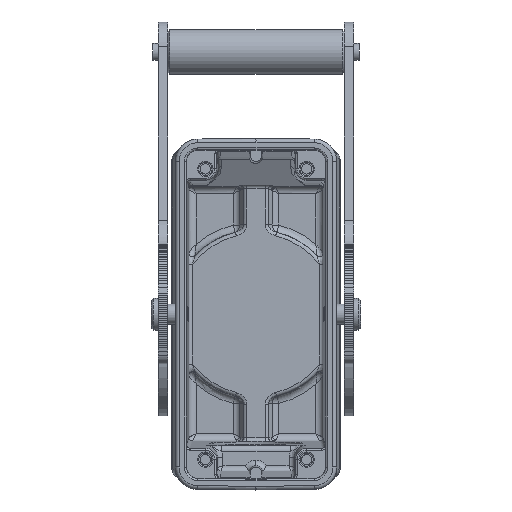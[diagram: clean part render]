
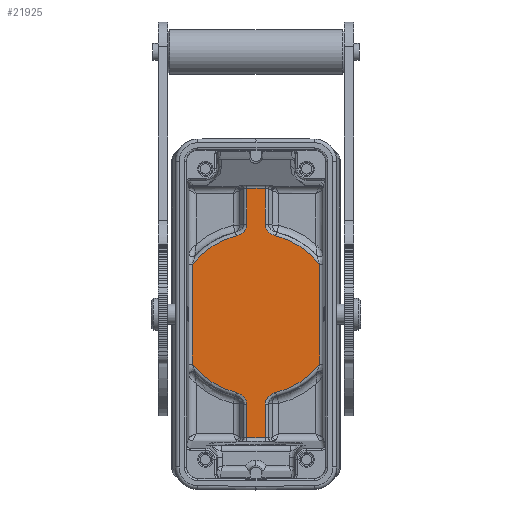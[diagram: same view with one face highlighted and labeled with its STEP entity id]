
A CAD part, front view. The second image highlights one B-rep face of the part: STEP entity #21925.
In plain terms, the highlighted planar face has unit normal (0, -1, 0).
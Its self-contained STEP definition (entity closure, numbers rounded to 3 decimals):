
#5043=DIRECTION('',(0.,0.,-1.));
#5044=VECTOR('',#5043,8.938);
#5045=CARTESIAN_POINT('',(2.465,15.415,-23.96));
#5046=LINE('',#5045,#5044);
#5177=DIRECTION('',(-1.,0.,0.));
#5178=VECTOR('',#5177,4.93);
#5179=CARTESIAN_POINT('',(2.465,15.415,-32.897));
#5180=LINE('',#5179,#5178);
#5185=CARTESIAN_POINT('',(-5.238,15.415,
-20.905));
#5186=CARTESIAN_POINT('',(-4.878,15.415,
-20.995));
#5187=CARTESIAN_POINT('',(-4.229,15.415,
-21.25));
#5188=CARTESIAN_POINT('',(-3.433,15.415,
-21.814));
#5189=CARTESIAN_POINT('',(-2.865,15.415,
-22.492));
#5190=CARTESIAN_POINT('',(-2.53,15.415,
-23.24));
#5191=CARTESIAN_POINT('',(-2.465,15.415,
-23.719));
#5192=CARTESIAN_POINT('',(-2.465,15.415,
-23.96));
#5194=CARTESIAN_POINT('',(0.,15.415,
0.));
#5195=DIRECTION('',(0.,-1.,0.));
#5196=DIRECTION('',(-0.788,0.,-0.616));
#5197=AXIS2_PLACEMENT_3D('',#5194,#5195,#5196);
#5199=CARTESIAN_POINT('',(0.,15.415,
0.));
#5200=DIRECTION('',(0.,-1.,0.));
#5201=DIRECTION('',(-0.243,0.,0.97));
#5202=AXIS2_PLACEMENT_3D('',#5199,#5200,#5201);
#5204=CARTESIAN_POINT('',(-2.465,15.415,23.96));
#5205=CARTESIAN_POINT('',(-2.465,15.415,23.716));
#5206=CARTESIAN_POINT('',(-2.532,15.415,23.231));
#5207=CARTESIAN_POINT('',(-2.873,15.415,22.477));
#5208=CARTESIAN_POINT('',(-3.453,15.415,21.796));
#5209=CARTESIAN_POINT('',(-4.249,15.415,21.24));
#5210=CARTESIAN_POINT('',(-4.887,15.415,20.993));
#5211=CARTESIAN_POINT('',(-5.238,15.415,20.905));
#5213=CARTESIAN_POINT('',(5.238,15.415,20.905));
#5214=CARTESIAN_POINT('',(4.878,15.415,20.995));
#5215=CARTESIAN_POINT('',(4.229,15.415,21.25));
#5216=CARTESIAN_POINT('',(3.433,15.415,21.814));
#5217=CARTESIAN_POINT('',(2.865,15.415,22.492));
#5218=CARTESIAN_POINT('',(2.53,15.415,23.24));
#5219=CARTESIAN_POINT('',(2.465,15.415,23.719));
#5220=CARTESIAN_POINT('',(2.465,15.415,23.96));
#5222=CARTESIAN_POINT('',(0.,15.415,0.));
#5223=DIRECTION('',(0.,-1.,0.));
#5224=DIRECTION('',(0.788,0.,0.616));
#5225=AXIS2_PLACEMENT_3D('',#5222,#5223,#5224);
#5227=CARTESIAN_POINT('',(0.,15.415,
0.));
#5228=DIRECTION('',(0.,-1.,0.));
#5229=DIRECTION('',(0.243,0.,-0.97));
#5230=AXIS2_PLACEMENT_3D('',#5227,#5228,#5229);
#5232=CARTESIAN_POINT('',(2.465,15.415,-23.96));
#5233=CARTESIAN_POINT('',(2.465,15.415,-23.716));
#5234=CARTESIAN_POINT('',(2.532,15.415,-23.231));
#5235=CARTESIAN_POINT('',(2.873,15.415,-22.477));
#5236=CARTESIAN_POINT('',(3.453,15.415,-21.796));
#5237=CARTESIAN_POINT('',(4.249,15.415,-21.24));
#5238=CARTESIAN_POINT('',(4.887,15.415,-20.993));
#5239=CARTESIAN_POINT('',(5.238,15.415,-20.905));
#5252=DIRECTION('',(0.,0.,1.));
#5253=VECTOR('',#5252,8.938);
#5254=CARTESIAN_POINT('',(-2.465,15.415,
-32.897));
#5255=LINE('',#5254,#5253);
#7007=DIRECTION('',(0.,0.,1.));
#7008=VECTOR('',#7007,26.547);
#7009=CARTESIAN_POINT('',(-16.978,15.415,
-13.274));
#7010=LINE('',#7009,#7008);
#7077=CARTESIAN_POINT('',(-16.978,15.415,
-13.274));
#7301=DIRECTION('',(0.,0.,1.));
#7302=VECTOR('',#7301,9.569);
#7303=CARTESIAN_POINT('',(-2.465,15.415,23.96));
#7304=LINE('',#7303,#7302);
#7319=DIRECTION('',(1.,0.,0.));
#7320=VECTOR('',#7319,4.93);
#7321=CARTESIAN_POINT('',(-2.465,15.415,33.528));
#7322=LINE('',#7321,#7320);
#7517=CARTESIAN_POINT('',(16.978,15.415,13.274));
#7548=DIRECTION('',(0.,0.,-1.));
#7549=VECTOR('',#7548,9.569);
#7550=CARTESIAN_POINT('',(2.465,15.415,33.528));
#7551=LINE('',#7550,#7549);
#7631=DIRECTION('',(0.,0.,-1.));
#7632=VECTOR('',#7631,26.547);
#7633=CARTESIAN_POINT('',(16.978,15.415,13.274));
#7634=LINE('',#7633,#7632);
#11332=VERTEX_POINT('',#7517);
#11476=CARTESIAN_POINT('',(5.238,15.415,
-20.905));
#11477=CARTESIAN_POINT('',(16.978,15.415,
-13.274));
#11478=VERTEX_POINT('',#11476);
#11479=VERTEX_POINT('',#11477);
#11900=VERTEX_POINT('',#5232);
#12057=CARTESIAN_POINT('',(-5.238,15.415,
20.905));
#12058=VERTEX_POINT('',#12057);
#12079=CARTESIAN_POINT('',(5.238,15.415,20.905));
#12080=VERTEX_POINT('',#12079);
#12112=CARTESIAN_POINT('',(-16.978,15.415,
13.274));
#12113=VERTEX_POINT('',#12112);
#12197=CARTESIAN_POINT('',(-2.465,15.415,
-32.897));
#12198=CARTESIAN_POINT('',(-2.465,15.415,
-23.96));
#12199=VERTEX_POINT('',#12197);
#12200=VERTEX_POINT('',#12198);
#12213=CARTESIAN_POINT('',(-5.238,15.415,
-20.905));
#12214=VERTEX_POINT('',#12213);
#12334=CARTESIAN_POINT('',(2.465,15.415,
-32.897));
#12335=VERTEX_POINT('',#12334);
#12434=VERTEX_POINT('',#5204);
#12507=VERTEX_POINT('',#7077);
#12991=CARTESIAN_POINT('',(-2.465,15.415,
33.528));
#12992=VERTEX_POINT('',#12991);
#13169=CARTESIAN_POINT('',(2.465,15.415,33.528));
#13170=CARTESIAN_POINT('',(2.465,15.415,23.96));
#13171=VERTEX_POINT('',#13169);
#13172=VERTEX_POINT('',#13170);
#21890=CARTESIAN_POINT('',(-3.,15.415,-500000.));
#21891=DIRECTION('',(0.,-1.,0.));
#21892=DIRECTION('',(0.,0.,-1.));
#21893=AXIS2_PLACEMENT_3D('',#21890,#21891,#21892);
#21894=PLANE('',#21893);
#21896=ORIENTED_EDGE('',*,*,#21895,.T.);
#21898=ORIENTED_EDGE('',*,*,#21897,.F.);
#21900=ORIENTED_EDGE('',*,*,#21899,.F.);
#21902=ORIENTED_EDGE('',*,*,#21901,.T.);
#21904=ORIENTED_EDGE('',*,*,#21903,.F.);
#21906=ORIENTED_EDGE('',*,*,#21905,.F.);
#21908=ORIENTED_EDGE('',*,*,#21907,.T.);
#21910=ORIENTED_EDGE('',*,*,#21909,.T.);
#21912=ORIENTED_EDGE('',*,*,#21911,.T.);
#21914=ORIENTED_EDGE('',*,*,#21913,.F.);
#21916=ORIENTED_EDGE('',*,*,#21915,.F.);
#21918=ORIENTED_EDGE('',*,*,#21917,.T.);
#21919=ORIENTED_EDGE('',*,*,#21343,.F.);
#21920=ORIENTED_EDGE('',*,*,#21438,.F.);
#21921=ORIENTED_EDGE('',*,*,#21453,.T.);
#21922=ORIENTED_EDGE('',*,*,#21881,.T.);
#21923=EDGE_LOOP('',(#21896,#21898,#21900,#21902,#21904,#21906,#21908,#21910,
#21912,#21914,#21916,#21918,#21919,#21920,#21921,#21922));
#21924=FACE_OUTER_BOUND('',#21923,.F.);
#21925=ADVANCED_FACE('',(#21924),#21894,.T.);
#5193=B_SPLINE_CURVE_WITH_KNOTS('',3,(#5185,#5186,#5187,#5188,#5189,#5190,#5191,
#5192),.UNSPECIFIED.,.F.,.F.,(4,1,1,1,1,4),(0.,0.2,0.4,0.6,0.8,1.),
.UNSPECIFIED.);
#5198=CIRCLE('',#5197,21.551);
#5203=CIRCLE('',#5202,21.551);
#5212=B_SPLINE_CURVE_WITH_KNOTS('',3,(#5204,#5205,#5206,#5207,#5208,#5209,#5210,
#5211),.UNSPECIFIED.,.F.,.F.,(4,1,1,1,1,4),(0.,0.2,0.4,0.6,0.8,1.),
.UNSPECIFIED.);
#5221=B_SPLINE_CURVE_WITH_KNOTS('',3,(#5213,#5214,#5215,#5216,#5217,#5218,#5219,
#5220),.UNSPECIFIED.,.F.,.F.,(4,1,1,1,1,4),(0.,0.2,0.4,0.6,0.8,1.),
.UNSPECIFIED.);
#5226=CIRCLE('',#5225,21.551);
#5231=CIRCLE('',#5230,21.551);
#5240=B_SPLINE_CURVE_WITH_KNOTS('',3,(#5232,#5233,#5234,#5235,#5236,#5237,#5238,
#5239),.UNSPECIFIED.,.F.,.F.,(4,1,1,1,1,4),(0.,0.2,0.4,0.6,0.8,1.),
.UNSPECIFIED.);
#21343=EDGE_CURVE('',#11478,#11479,#5231,.T.);
#21438=EDGE_CURVE('',#11900,#11478,#5240,.T.);
#21453=EDGE_CURVE('',#11900,#12335,#5046,.T.);
#21881=EDGE_CURVE('',#12335,#12199,#5180,.T.);
#21895=EDGE_CURVE('',#12199,#12200,#5255,.T.);
#21897=EDGE_CURVE('',#12214,#12200,#5193,.T.);
#21899=EDGE_CURVE('',#12507,#12214,#5198,.T.);
#21901=EDGE_CURVE('',#12507,#12113,#7010,.T.);
#21903=EDGE_CURVE('',#12058,#12113,#5203,.T.);
#21905=EDGE_CURVE('',#12434,#12058,#5212,.T.);
#21907=EDGE_CURVE('',#12434,#12992,#7304,.T.);
#21909=EDGE_CURVE('',#12992,#13171,#7322,.T.);
#21911=EDGE_CURVE('',#13171,#13172,#7551,.T.);
#21913=EDGE_CURVE('',#12080,#13172,#5221,.T.);
#21915=EDGE_CURVE('',#11332,#12080,#5226,.T.);
#21917=EDGE_CURVE('',#11332,#11479,#7634,.T.);
